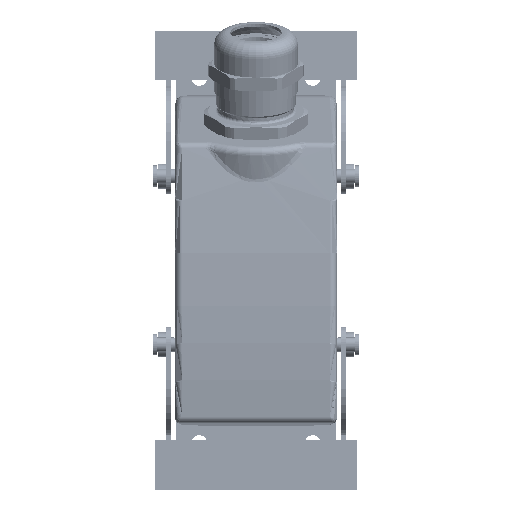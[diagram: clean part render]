
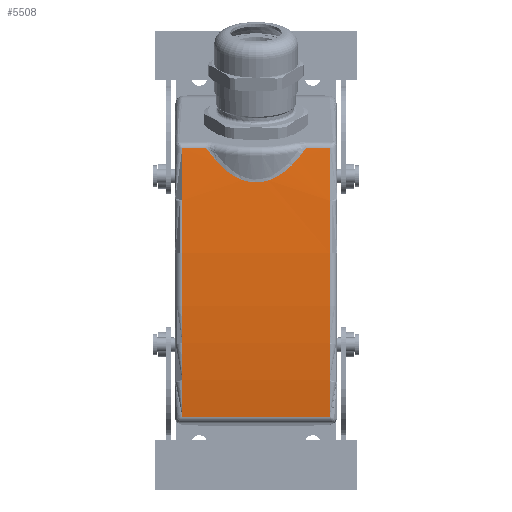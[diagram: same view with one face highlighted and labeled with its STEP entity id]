
A CAD part, top view. The second image highlights one B-rep face of the part: STEP entity #5508.
In plain terms, the highlighted cylindrical face has radius 300 mm (diameter 600 mm), a partial arc.
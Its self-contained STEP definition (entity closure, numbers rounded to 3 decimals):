
#3156=AXIS2_PLACEMENT_3D('Circle Axis2P3D',#3154,#3155,$) ;
#3174=AXIS2_PLACEMENT_3D('Circle Axis2P3D',#3172,#3173,$) ;
#5461=AXIS2_PLACEMENT_3D('Cylinder Axis2P3D',#5458,#5459,#5460) ;
#5488=AXIS2_PLACEMENT_3D('Circle Axis2P3D',#5486,#5487,$) ;
#5495=AXIS2_PLACEMENT_3D('Circle Axis2P3D',#5493,#5494,$) ;
#3133=CARTESIAN_POINT('Vertex',(49.75,51.721,88.168)) ;
#3151=CARTESIAN_POINT('Vertex',(49.75,96.343,85.885)) ;
#3154=CARTESIAN_POINT('Axis2P3D Location',(49.75,58.75,-211.75)) ;
#3172=CARTESIAN_POINT('Axis2P3D Location',(49.75,58.75,-211.75)) ;
#3176=CARTESIAN_POINT('Vertex',(49.75,20.586,85.813)) ;
#3717=CARTESIAN_POINT('Line Origine',(29.,20.586,85.813)) ;
#3721=CARTESIAN_POINT('Vertex',(8.25,20.586,85.813)) ;
#4914=CARTESIAN_POINT('Line Origine',(29.,96.343,85.885)) ;
#4918=CARTESIAN_POINT('Vertex',(14.908,96.343,85.885)) ;
#4920=CARTESIAN_POINT('Vertex',(8.25,96.343,85.885)) ;
#5142=CARTESIAN_POINT('Vertex',(43.092,96.343,85.885)) ;
#5168=CARTESIAN_POINT('Line Origine',(29.,96.343,85.885)) ;
#5458=CARTESIAN_POINT('Axis2P3D Location',(29.,58.75,-211.75)) ;
#5464=CARTESIAN_POINT('Control Point',(14.908,96.343,85.885)) ;
#5465=CARTESIAN_POINT('Control Point',(15.231,95.867,85.945)) ;
#5466=CARTESIAN_POINT('Control Point',(15.563,95.397,86.004)) ;
#5467=CARTESIAN_POINT('Control Point',(15.904,94.932,86.061)) ;
#5468=CARTESIAN_POINT('Control Point',(17.342,93.054,86.287)) ;
#5469=CARTESIAN_POINT('Control Point',(18.946,91.303,86.483)) ;
#5470=CARTESIAN_POINT('Control Point',(20.276,90.067,86.614)) ;
#5471=CARTESIAN_POINT('Control Point',(22.69,88.275,86.796)) ;
#5472=CARTESIAN_POINT('Control Point',(25.457,87.131,86.905)) ;
#5473=CARTESIAN_POINT('Control Point',(26.603,86.805,86.935)) ;
#5474=CARTESIAN_POINT('Control Point',(28.961,86.476,86.966)) ;
#5475=CARTESIAN_POINT('Control Point',(31.319,86.789,86.937)) ;
#5476=CARTESIAN_POINT('Control Point',(32.466,87.106,86.907)) ;
#5477=CARTESIAN_POINT('Control Point',(34.529,87.944,86.827)) ;
#5478=CARTESIAN_POINT('Control Point',(36.396,89.143,86.707)) ;
#5479=CARTESIAN_POINT('Control Point',(37.228,89.769,86.643)) ;
#5480=CARTESIAN_POINT('Control Point',(39.052,91.324,86.479)) ;
#5481=CARTESIAN_POINT('Control Point',(40.668,93.089,86.281)) ;
#5482=CARTESIAN_POINT('Control Point',(41.527,94.139,86.158)) ;
#5483=CARTESIAN_POINT('Control Point',(42.333,95.226,86.026)) ;
#5484=CARTESIAN_POINT('Control Point',(43.092,96.343,85.885)) ;
#5486=CARTESIAN_POINT('Axis2P3D Location',(8.25,58.75,-211.75)) ;
#5490=CARTESIAN_POINT('Vertex',(8.25,51.721,88.168)) ;
#5493=CARTESIAN_POINT('Axis2P3D Location',(8.25,58.75,-211.75)) ;
#3155=DIRECTION('Axis2P3D Direction',(-1.,0.,0.)) ;
#3173=DIRECTION('Axis2P3D Direction',(-1.,0.,0.)) ;
#3718=DIRECTION('Vector Direction',(-1.,0.,0.)) ;
#4915=DIRECTION('Vector Direction',(1.,0.,0.)) ;
#5169=DIRECTION('Vector Direction',(1.,0.,0.)) ;
#5459=DIRECTION('Axis2P3D Direction',(-1.,0.,0.)) ;
#5460=DIRECTION('Axis2P3D XDirection',(0.,-0.317,0.949)) ;
#5487=DIRECTION('Axis2P3D Direction',(-1.,0.,0.)) ;
#5494=DIRECTION('Axis2P3D Direction',(-1.,0.,0.)) ;
#3719=VECTOR('Line Direction',#3718,1.) ;
#4916=VECTOR('Line Direction',#4915,1.) ;
#5170=VECTOR('Line Direction',#5169,1.) ;
#5499=ORIENTED_EDGE('',*,*,#5485,.T.) ;
#5500=ORIENTED_EDGE('',*,*,#4922,.T.) ;
#5501=ORIENTED_EDGE('',*,*,#5492,.T.) ;
#5502=ORIENTED_EDGE('',*,*,#5497,.T.) ;
#5503=ORIENTED_EDGE('',*,*,#3723,.T.) ;
#5504=ORIENTED_EDGE('',*,*,#3178,.T.) ;
#5505=ORIENTED_EDGE('',*,*,#3158,.T.) ;
#5506=ORIENTED_EDGE('',*,*,#5172,.T.) ;
#5508=ADVANCED_FACE('Hauptk\X2\00F6\X0\rper',(#5507),#5462,.T.) ;
#5463=B_SPLINE_CURVE_WITH_KNOTS('',5,(#5464,#5465,#5466,#5467,#5468,#5469,#5470,#5471,#5472,#5473,#5474,#5475,#5476,#5477,#5478,#5479,#5480,#5481,#5482,#5483,#5484),.UNSPECIFIED.,.F.,.U.,(6,3,3,3,3,3,6),(0.,4.111,16.87,25.201,33.523,40.875,50.526),.UNSPECIFIED.) ;
#3157=CIRCLE('generated circle',#3156,300.) ;
#3175=CIRCLE('generated circle',#3174,300.) ;
#5489=CIRCLE('generated circle',#5488,300.) ;
#5496=CIRCLE('generated circle',#5495,300.) ;
#5462=CYLINDRICAL_SURFACE('generated cylinder',#5461,300.) ;
#3158=EDGE_CURVE('',#3134,#3152,#3157,.T.) ;
#3178=EDGE_CURVE('',#3177,#3134,#3175,.T.) ;
#3723=EDGE_CURVE('',#3722,#3177,#3720,.F.) ;
#4922=EDGE_CURVE('',#4919,#4921,#4917,.F.) ;
#5172=EDGE_CURVE('',#3152,#5143,#5171,.F.) ;
#5485=EDGE_CURVE('',#5143,#4919,#5463,.F.) ;
#5492=EDGE_CURVE('',#4921,#5491,#5489,.F.) ;
#5497=EDGE_CURVE('',#5491,#3722,#5496,.F.) ;
#5498=EDGE_LOOP('',(#5499,#5500,#5501,#5502,#5503,#5504,#5505,#5506)) ;
#5507=FACE_OUTER_BOUND('',#5498,.T.) ;
#3720=LINE('Line',#3717,#3719) ;
#4917=LINE('Line',#4914,#4916) ;
#5171=LINE('Line',#5168,#5170) ;
#3134=VERTEX_POINT('',#3133) ;
#3152=VERTEX_POINT('',#3151) ;
#3177=VERTEX_POINT('',#3176) ;
#3722=VERTEX_POINT('',#3721) ;
#4919=VERTEX_POINT('',#4918) ;
#4921=VERTEX_POINT('',#4920) ;
#5143=VERTEX_POINT('',#5142) ;
#5491=VERTEX_POINT('',#5490) ;
